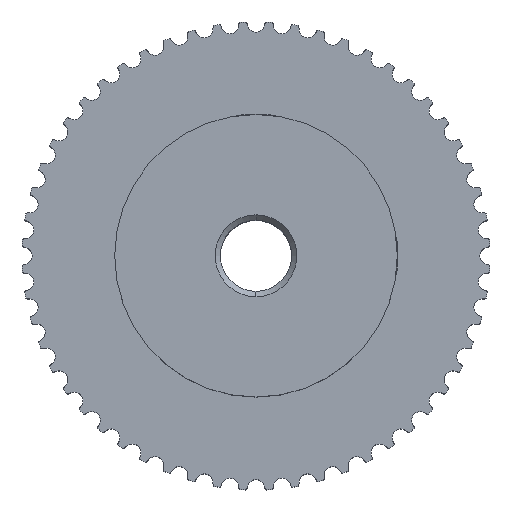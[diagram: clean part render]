
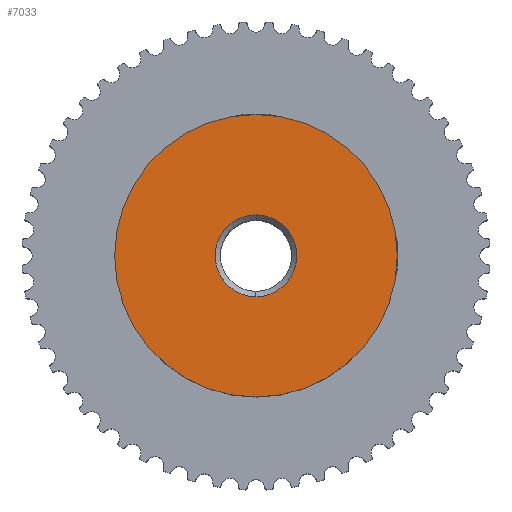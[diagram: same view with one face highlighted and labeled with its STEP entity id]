
A CAD part, top view. The second image highlights one B-rep face of the part: STEP entity #7033.
In plain terms, the highlighted planar face has unit normal (0, 0, 1).
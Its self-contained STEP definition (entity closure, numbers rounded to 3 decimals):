
#14=CARTESIAN_POINT('',(0.,0.,9.5));
#15=DIRECTION('',(0.,0.,1.));
#16=DIRECTION('',(0.,1.,0.));
#17=AXIS2_PLACEMENT_3D('',#14,#15,#16);
#19=CARTESIAN_POINT('',(0.,0.,9.5));
#20=DIRECTION('',(0.,0.,-1.));
#21=DIRECTION('',(0.,1.,0.));
#22=AXIS2_PLACEMENT_3D('',#19,#20,#21);
#33=CARTESIAN_POINT('',(0.,0.,9.5));
#34=DIRECTION('',(0.,0.,-1.));
#35=DIRECTION('',(0.,1.,0.));
#36=AXIS2_PLACEMENT_3D('',#33,#34,#35);
#3334=CARTESIAN_POINT('',(0.,0.,9.5));
#3335=DIRECTION('',(0.,0.,1.));
#3336=DIRECTION('',(0.,1.,0.));
#3337=AXIS2_PLACEMENT_3D('',#3334,#3335,#3336);
#5536=CARTESIAN_POINT('',(0.,15.9,9.5));
#5537=CARTESIAN_POINT('',(0.,-15.9,9.5));
#5538=VERTEX_POINT('',#5536);
#5539=VERTEX_POINT('',#5537);
#5704=CARTESIAN_POINT('',(0.,4.6,9.5));
#5705=CARTESIAN_POINT('',(0.,-4.6,9.5));
#5706=VERTEX_POINT('',#5704);
#5707=VERTEX_POINT('',#5705);
#7016=CARTESIAN_POINT('',(0.,0.,9.5));
#7017=DIRECTION('',(0.,0.,-1.));
#7018=DIRECTION('',(0.,-1.,0.));
#7019=AXIS2_PLACEMENT_3D('',#7016,#7017,#7018);
#7020=PLANE('',#7019);
#7022=ORIENTED_EDGE('',*,*,#7021,.F.);
#7024=ORIENTED_EDGE('',*,*,#7023,.T.);
#7025=EDGE_LOOP('',(#7022,#7024));
#7026=FACE_OUTER_BOUND('',#7025,.F.);
#7028=ORIENTED_EDGE('',*,*,#7027,.F.);
#7030=ORIENTED_EDGE('',*,*,#7029,.T.);
#7031=EDGE_LOOP('',(#7028,#7030));
#7032=FACE_BOUND('',#7031,.F.);
#18=CIRCLE('',#17,15.9);
#23=CIRCLE('',#22,15.9);
#37=CIRCLE('',#36,4.6);
#3338=CIRCLE('',#3337,4.6);
#7021=EDGE_CURVE('',#5538,#5539,#18,.T.);
#7023=EDGE_CURVE('',#5538,#5539,#23,.T.);
#7027=EDGE_CURVE('',#5706,#5707,#37,.T.);
#7029=EDGE_CURVE('',#5706,#5707,#3338,.T.);
#7033=ADVANCED_FACE('',(#7026,#7032),#7020,.F.);
